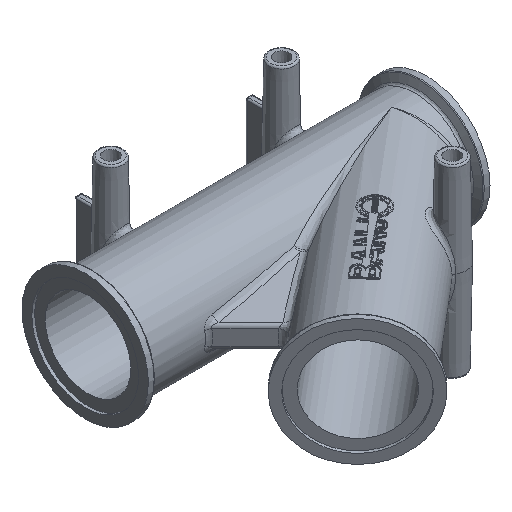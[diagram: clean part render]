
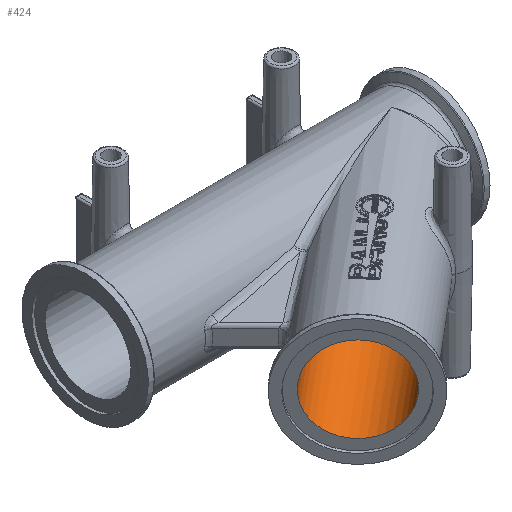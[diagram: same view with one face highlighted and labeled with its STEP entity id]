
A CAD part, isometric view. The second image highlights one B-rep face of the part: STEP entity #424.
In plain terms, the highlighted cylindrical face has radius 38.1 mm (diameter 76.2 mm), a full revolution.
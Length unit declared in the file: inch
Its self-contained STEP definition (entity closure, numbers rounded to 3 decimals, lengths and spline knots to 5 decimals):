
#388=CARTESIAN_POINT('',(1.02664,-3.12427,0.0));
#389=DIRECTION('',(-0.766,-0.643,0.0));
#390=DIRECTION('',(-0.643,0.766,0.0));
#391=AXIS2_PLACEMENT_3D('',#388,#389,#390);
#392=CYLINDRICAL_SURFACE('',#391,1.5);
#393=CARTESIAN_POINT('',(4.75,0.,1.5));
#394=VERTEX_POINT('',#393);
#395=CARTESIAN_POINT('',(4.75,0.,-1.5));
#396=VERTEX_POINT('',#395);
#397=CARTESIAN_POINT('',(4.75,0.,0.0));
#398=DIRECTION('',(0.342,-0.94,0.0));
#399=DIRECTION('',(-0.94,-0.342,0.0));
#400=AXIS2_PLACEMENT_3D('',#397,#398,#399);
#401=ELLIPSE('',#400,4.38571,1.5);
#402=EDGE_CURVE('',#394,#396,#401,.T.);
#403=ORIENTED_EDGE('',*,*,#402,.F.);
#404=CARTESIAN_POINT('',(4.75,0.,0.0));
#405=DIRECTION('',(-0.94,-0.342,0.0));
#406=DIRECTION('',(-0.342,0.94,0.0));
#407=AXIS2_PLACEMENT_3D('',#404,#405,#406);
#408=ELLIPSE('',#407,1.59627,1.5);
#409=EDGE_CURVE('',#396,#394,#408,.T.);
#410=ORIENTED_EDGE('',*,*,#409,.F.);
#411=EDGE_LOOP('',(#403,#410));
#412=FACE_OUTER_BOUND('',#411,.T.);
#413=CARTESIAN_POINT('',(-1.45458,-7.16437,0.));
#414=VERTEX_POINT('',#413);
#415=CARTESIAN_POINT('',(-2.51929,-6.09966,0.0));
#416=DIRECTION('',(0.707,0.707,0.0));
#417=DIRECTION('',(-0.707,0.707,0.0));
#418=AXIS2_PLACEMENT_3D('',#415,#416,#417);
#419=ELLIPSE('',#418,1.50573,1.5);
#420=EDGE_CURVE('',#414,#414,#419,.T.);
#421=ORIENTED_EDGE('',*,*,#420,.F.);
#422=EDGE_LOOP('',(#421));
#423=FACE_BOUND('',#422,.T.);
#424=ADVANCED_FACE('',(#412,#423),#392,.F.);
